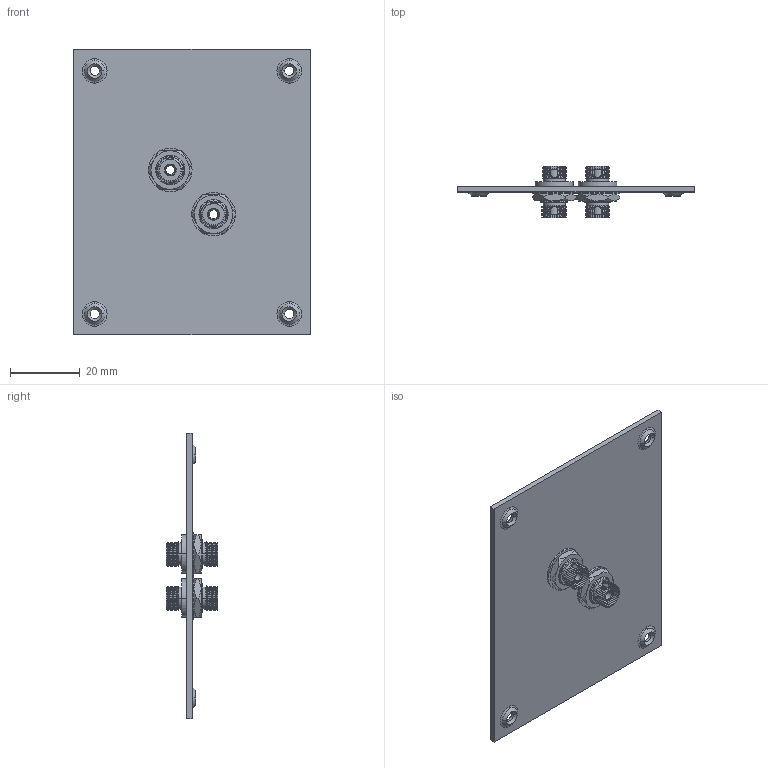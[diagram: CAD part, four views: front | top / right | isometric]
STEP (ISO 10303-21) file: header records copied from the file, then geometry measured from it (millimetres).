
FILE_DESCRIPTION (( 'STEP AP214' ), '1' );
FILE_NAME ('USP2FC-APC.STEP', '2017-05-31T18:22:56', ( 'L-Com' ), ( 'L-Com Global Connectivity' ), 'SwSTEP 2.0', 'SolidWorks 2014', '' );
FILE_SCHEMA (( 'AUTOMOTIVE_DESIGN' ));
Length unit declared in the file: inch
Products named in the file (6): USP2FC-APC; FOA-019; 1AR17-006; 3AA02-003; 3AA03-003
Assembly tree (6 placements, depth 3):
  USP2FC-APC
    1AR17-006
    FOA-019  x2
      FOA-019
      3AA03-003
      3AA02-003
Bounding box: 68.07 x 14.88 x 82.04 mm (x, y, z)
Volume: 9305 mm3; surface area: 14349.6 mm2
Topology: 7 solids, 7 shells, 532 faces, 1312 edges, 804 vertices
Faces by surface type: cone 362, cylinder 78, plane 76, torus 16
Entity records: 10200 total; most frequent: CARTESIAN_POINT 2283, DIRECTION 1546, ORIENTED_EDGE 1530, EDGE_CURVE 765, AXIS2_PLACEMENT_3D 659, VERTEX_POINT 472, CIRCLE 343, EDGE_LOOP 329
